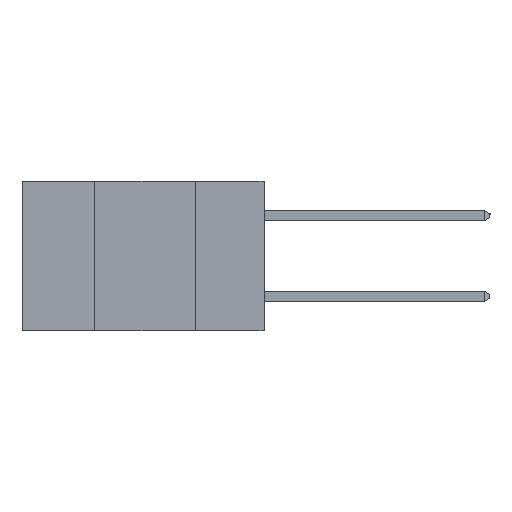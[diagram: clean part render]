
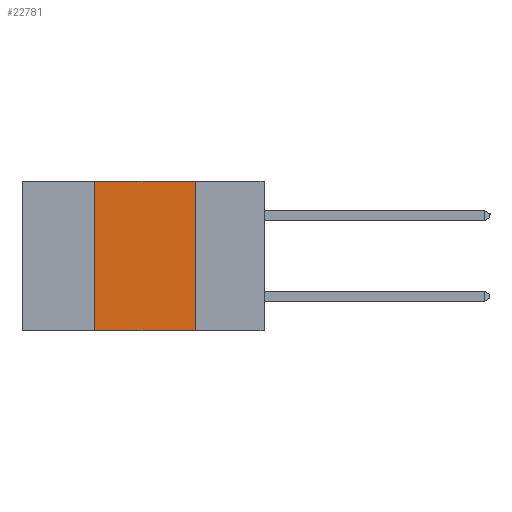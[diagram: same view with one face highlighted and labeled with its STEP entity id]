
A CAD part, left-side view. The second image highlights one B-rep face of the part: STEP entity #22781.
In plain terms, the highlighted planar face has unit normal (-1, 0, 0).
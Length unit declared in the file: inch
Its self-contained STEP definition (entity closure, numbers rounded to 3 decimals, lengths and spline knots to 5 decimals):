
#194 = DIRECTION ( 'NONE',  ( 0., 0., -1. ) ) ;
#492 = EDGE_CURVE ( 'NONE', #19572, #15896, #2126, .T. ) ;
#933 = VECTOR ( 'NONE', #10285, 39.37008 ) ;
#1144 = VECTOR ( 'NONE', #2089, 39.37008 ) ;
#2089 = DIRECTION ( 'NONE',  ( 0., -1., 0. ) ) ;
#2126 = LINE ( 'NONE', #17985, #24877 ) ;
#3464 = CARTESIAN_POINT ( 'NONE',  ( 0., 0.17, 0. ) ) ;
#4134 = PLANE ( 'NONE',  #11687 ) ;
#5698 = VERTEX_POINT ( 'NONE', #24512 ) ;
#5923 = DIRECTION ( 'NONE',  ( 0., -1., 0. ) ) ;
#6196 = ORIENTED_EDGE ( 'NONE', *, *, #23648, .F. ) ;
#6384 = CARTESIAN_POINT ( 'NONE',  ( 0., 0.42, -0.37 ) ) ;
#7730 = ORIENTED_EDGE ( 'NONE', *, *, #16004, .F. ) ;
#8399 = DIRECTION ( 'NONE',  ( 0., 0., -1. ) ) ;
#8569 = LINE ( 'NONE', #6384, #933 ) ;
#9119 = EDGE_LOOP ( 'NONE', ( #11264, #7730, #6196, #17101 ) ) ;
#9621 = LINE ( 'NONE', #19897, #1144 ) ;
#10285 = DIRECTION ( 'NONE',  ( 0., 0., 1. ) ) ;
#10494 = DIRECTION ( 'NONE',  ( 1., 0., 0. ) ) ;
#10821 = EDGE_CURVE ( 'NONE', #21384, #15896, #9621, .T. ) ;
#11264 = ORIENTED_EDGE ( 'NONE', *, *, #492, .F. ) ;
#11687 = AXIS2_PLACEMENT_3D ( 'NONE', #20001, #10494, #8399 ) ;
#14900 = CARTESIAN_POINT ( 'NONE',  ( 0., 0.17, -0.37 ) ) ;
#15896 = VERTEX_POINT ( 'NONE', #14900 ) ;
#16004 = EDGE_CURVE ( 'NONE', #5698, #19572, #23364, .T. ) ;
#16692 = CARTESIAN_POINT ( 'NONE',  ( 0., 0.42, -0.37 ) ) ;
#17101 = ORIENTED_EDGE ( 'NONE', *, *, #10821, .T. ) ;
#17985 = CARTESIAN_POINT ( 'NONE',  ( 0., 0.17, -0.37 ) ) ;
#19572 = VERTEX_POINT ( 'NONE', #3464 ) ;
#19897 = CARTESIAN_POINT ( 'NONE',  ( 0., 0.6, -0.37 ) ) ;
#20001 = CARTESIAN_POINT ( 'NONE',  ( 0., 0.6, 0. ) ) ;
#21384 = VERTEX_POINT ( 'NONE', #16692 ) ;
#21970 = FACE_OUTER_BOUND ( 'NONE', #9119, .T. ) ;
#22781 = ADVANCED_FACE ( 'NONE', ( #21970 ), #4134, .F. ) ;
#23364 = LINE ( 'NONE', #25441, #25275 ) ;
#23648 = EDGE_CURVE ( 'NONE', #21384, #5698, #8569, .T. ) ;
#24512 = CARTESIAN_POINT ( 'NONE',  ( 0., 0.42, 0. ) ) ;
#24877 = VECTOR ( 'NONE', #194, 39.37008 ) ;
#25275 = VECTOR ( 'NONE', #5923, 39.37008 ) ;
#25441 = CARTESIAN_POINT ( 'NONE',  ( 0., 0.6, 0. ) ) ;
